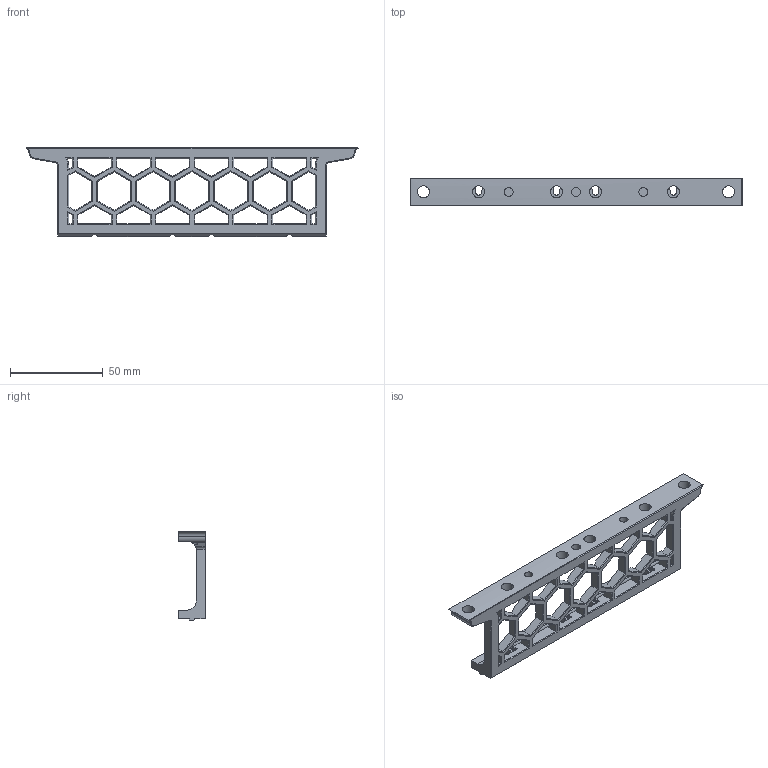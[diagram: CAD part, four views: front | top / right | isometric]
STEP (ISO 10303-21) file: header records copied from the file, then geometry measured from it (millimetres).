
FILE_DESCRIPTION (( 'STEP AP214' ), '1' );
FILE_NAME ('side_skirt_with_key.STEP', '2021-09-27T17:38:57', ( '' ), ( '' ), 'SwSTEP 2.0', 'SolidWorks 2021', '' );
FILE_SCHEMA (( 'AUTOMOTIVE_DESIGN' ));
Length unit declared in the file: millimetre
Products named in the file (1): side_skirt_with_key
Bounding box: 179 x 15 x 48 mm (x, y, z)
Volume: 33225.5 mm3; surface area: 21623.6 mm2
Topology: 1 solids, 1 shells, 476 faces, 1322 edges, 814 vertices
Faces by surface type: plane 327, cylinder 85, cone 24, bspline 20, torus 10, sphere 10
Entity records: 15700 total; most frequent: CARTESIAN_POINT 3893, ORIENTED_EDGE 2624, DIRECTION 2246, EDGE_CURVE 1312, VECTOR 904, LINE 904, VERTEX_POINT 812, AXIS2_PLACEMENT_3D 671
